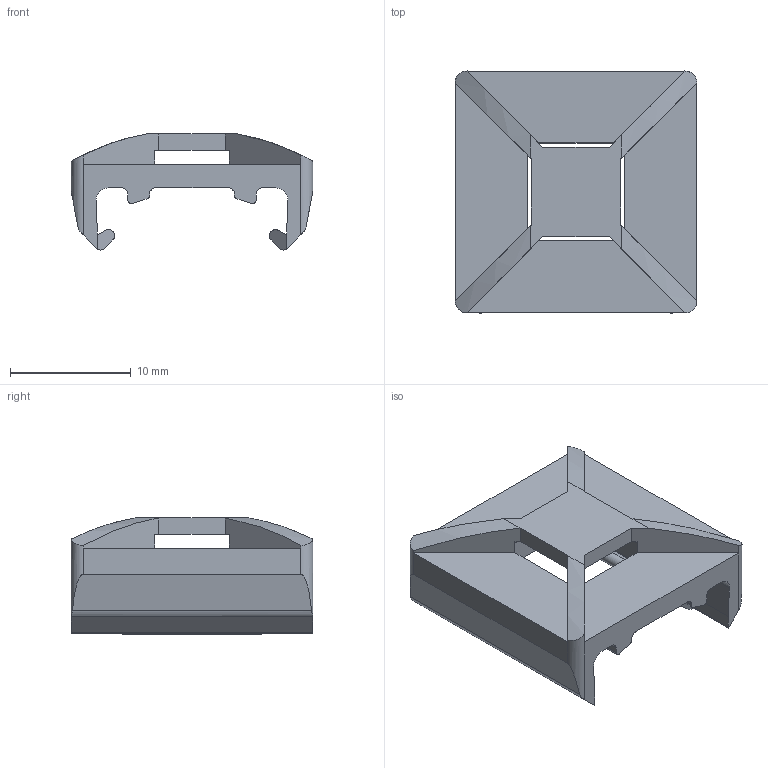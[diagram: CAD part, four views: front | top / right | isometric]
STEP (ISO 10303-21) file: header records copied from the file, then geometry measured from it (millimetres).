
FILE_DESCRIPTION(/* description */ ('KriTec Universal-Halter D30, grau ähnlich RAL 7042'),/* implementation_level */ '2;1');
FILE_NAME(/* name */ '22121_KriTec_Universal-Halter_D30_grau_aehnlich_RAL_7042.stp',/* time_stamp */ '2021-03-29T11:46:55+02:00',/* author */ ('jendrek'),/* organization */ (''),/* preprocessor_version */ 'ST-DEVELOPER v17',/* originating_system */ 'Autodesk Inventor 2018',/* authorisation */ '');
FILE_SCHEMA (('AUTOMOTIVE_DESIGN { 1 0 10303 214 3 1 1 }'));
Length unit declared in the file: millimetre
Products named in the file (1): 22121
Bounding box: 20 x 20 x 9.6 mm (x, y, z)
Volume: 1203.3 mm3; surface area: 1640.1 mm2
Topology: 1 solids, 1 shells, 94 faces, 284 edges, 184 vertices
Faces by surface type: plane 62, cylinder 32
Entity records: 3267 total; most frequent: CARTESIAN_POINT 627, ORIENTED_EDGE 568, DIRECTION 530, EDGE_CURVE 284, LINE 212, VECTOR 212, VERTEX_POINT 184, AXIS2_PLACEMENT_3D 159
